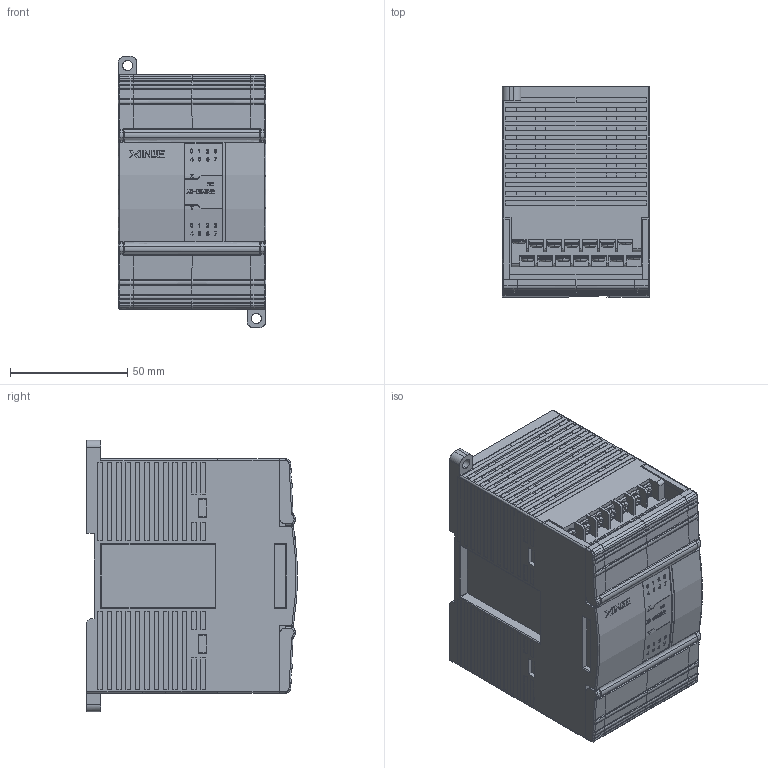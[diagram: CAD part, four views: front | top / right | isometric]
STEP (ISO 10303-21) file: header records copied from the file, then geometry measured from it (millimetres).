
FILE_DESCRIPTION(/* description */ (''),/* implementation_level */ '2;1');
FILE_NAME(/* name */ 'XD-E8P~1',/* time_stamp */ '2022-12-03T13:58:18+08:00',/* author */ (''),/* organization */ (''),/* preprocessor_version */ 'ST-DEVELOPER v16.5',/* originating_system */ '',/* authorisation */ '');
FILE_SCHEMA (('CONFIG_CONTROL_DESIGN'));
Products named in the file (1): Document
Bounding box: 63.05 x 89.81 x 116 mm (x, y, z)
Volume: 483804 mm3; surface area: 91070.1 mm2
Topology: 1 solids, 39 shells, 3321 faces, 9197 edges, 6120 vertices
Faces by surface type: plane 2621, bspline 361, cylinder 339
Entity records: 115128 total; most frequent: CARTESIAN_POINT 53887, ORIENTED_EDGE 18071, EDGE_CURVE 9197, B_SPLINE_CURVE_WITH_KNOTS 8062, VERTEX_POINT 6120, EDGE_LOOP 3637, ADVANCED_FACE 3321, FACE_OUTER_BOUND 3321
